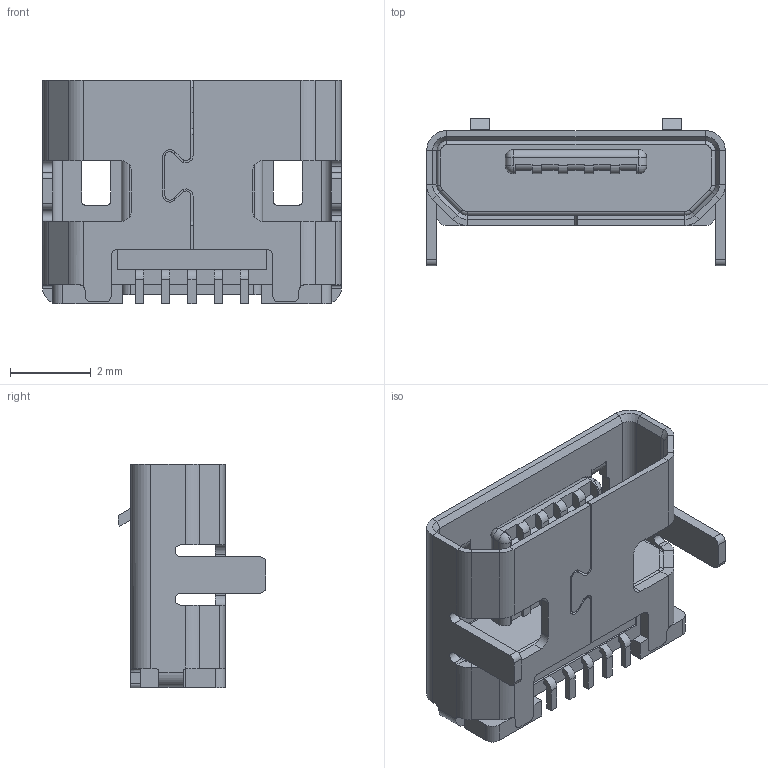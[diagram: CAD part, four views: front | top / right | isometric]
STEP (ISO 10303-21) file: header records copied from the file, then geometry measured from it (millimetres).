
FILE_DESCRIPTION (( 'STEP AP214' ), '1' );
FILE_NAME ('USB3076-30-A.STEP', '2021-04-24T14:22:34', ( '' ), ( '' ), 'SwSTEP 2.0', 'SolidWorks 2017', '' );
FILE_SCHEMA (( 'AUTOMOTIVE_DESIGN' ));
Length unit declared in the file: millimetre
Products named in the file (1): USB3076-30-A
Bounding box: 7.4 x 3.66 x 5.55 mm (x, y, z)
Volume: 47.1 mm3; surface area: 293.9 mm2
Topology: 12 solids, 12 shells, 451 faces, 1119 edges, 684 vertices
Faces by surface type: plane 290, cylinder 137, bspline 8, cone 6, torus 6, sphere 4
Entity records: 13330 total; most frequent: CARTESIAN_POINT 2395, DIRECTION 2263, ORIENTED_EDGE 2230, EDGE_CURVE 1115, LINE 799, VECTOR 799, AXIS2_PLACEMENT_3D 732, VERTEX_POINT 684
